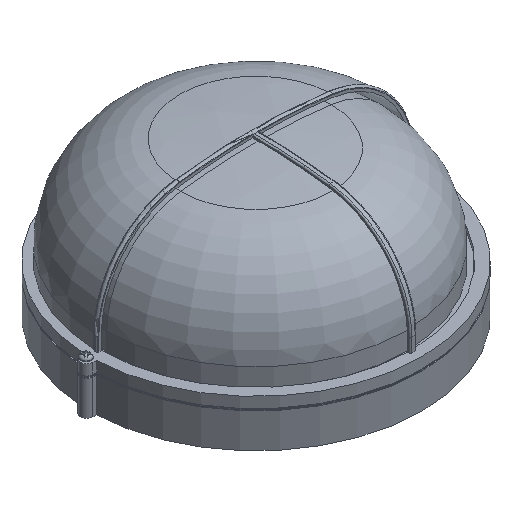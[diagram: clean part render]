
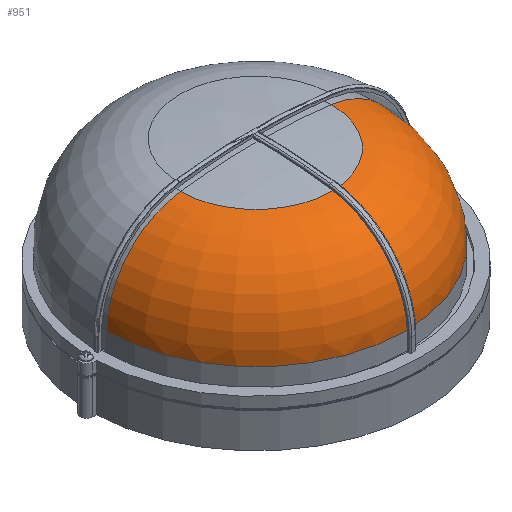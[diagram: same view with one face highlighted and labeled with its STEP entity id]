
A CAD part, isometric view. The second image highlights one B-rep face of the part: STEP entity #951.
In plain terms, the highlighted toroidal (fillet/blend) face has major radius 46.469 mm and minor radius 61.031 mm.
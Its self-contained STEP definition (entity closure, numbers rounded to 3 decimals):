
#50 = CARTESIAN_POINT ( 'NONE',  ( 54.236, 0., 104.535 ) ) ;
#64 = DIRECTION ( 'NONE',  ( 0., 1., 0. ) ) ;
#266 = AXIS2_PLACEMENT_3D ( 'NONE', #2565, #64, #2978 ) ;
#467 = EDGE_LOOP ( 'NONE', ( #1015, #1265, #5166, #3475 ) ) ;
#474 = VERTEX_POINT ( 'NONE', #50 ) ;
#479 = AXIS2_PLACEMENT_3D ( 'NONE', #3433, #965, #3840 ) ;
#624 = CIRCLE ( 'NONE', #2402, 107.5 ) ;
#689 = CIRCLE ( 'NONE', #266, 61.031 ) ;
#706 = DIRECTION ( 'NONE',  ( -1., 0., 0. ) ) ;
#830 = CARTESIAN_POINT ( 'NONE',  ( -54.236, 0., 104.535 ) ) ;
#951 = ADVANCED_FACE ( 'NONE', ( #3195 ), #996, .T. ) ;
#965 = DIRECTION ( 'NONE',  ( 0., 0., -1. ) ) ;
#996 = TOROIDAL_SURFACE ( 'NONE', #2373, 46.469, 61.031 ) ;
#1015 = ORIENTED_EDGE ( 'NONE', *, *, #4916, .F. ) ;
#1265 = ORIENTED_EDGE ( 'NONE', *, *, #3261, .T. ) ;
#1636 = CIRCLE ( 'NONE', #1966, 61.031 ) ;
#1670 = VERTEX_POINT ( 'NONE', #830 ) ;
#1728 = VERTEX_POINT ( 'NONE', #3735 ) ;
#1872 = DIRECTION ( 'NONE',  ( 0., -1., 0. ) ) ;
#1885 = DIRECTION ( 'NONE',  ( 0., 0., -1. ) ) ;
#1921 = EDGE_CURVE ( 'NONE', #1670, #4318, #1636, .T. ) ;
#1966 = AXIS2_PLACEMENT_3D ( 'NONE', #4331, #1872, #4747 ) ;
#2373 = AXIS2_PLACEMENT_3D ( 'NONE', #3182, #4809, #706 ) ;
#2402 = AXIS2_PLACEMENT_3D ( 'NONE', #4346, #1885, #4759 ) ;
#2507 = CARTESIAN_POINT ( 'NONE',  ( -107.5, 0., 44. ) ) ;
#2565 = CARTESIAN_POINT ( 'NONE',  ( 46.469, 0., 44. ) ) ;
#2978 = DIRECTION ( 'NONE',  ( -1., 0., 0. ) ) ;
#3182 = CARTESIAN_POINT ( 'NONE',  ( 0., 0., 44. ) ) ;
#3195 = FACE_OUTER_BOUND ( 'NONE', #467, .T. ) ;
#3261 = EDGE_CURVE ( 'NONE', #474, #1670, #4897, .T. ) ;
#3433 = CARTESIAN_POINT ( 'NONE',  ( 0., 0., 104.535 ) ) ;
#3475 = ORIENTED_EDGE ( 'NONE', *, *, #3997, .F. ) ;
#3735 = CARTESIAN_POINT ( 'NONE',  ( 107.5, 0., 44. ) ) ;
#3840 = DIRECTION ( 'NONE',  ( -1., 0., 0. ) ) ;
#3997 = EDGE_CURVE ( 'NONE', #1728, #4318, #624, .T. ) ;
#4318 = VERTEX_POINT ( 'NONE', #2507 ) ;
#4331 = CARTESIAN_POINT ( 'NONE',  ( -46.469, 0., 44. ) ) ;
#4346 = CARTESIAN_POINT ( 'NONE',  ( 0., 0., 44. ) ) ;
#4747 = DIRECTION ( 'NONE',  ( 0., 0., -1. ) ) ;
#4759 = DIRECTION ( 'NONE',  ( -1., 0., 0. ) ) ;
#4809 = DIRECTION ( 'NONE',  ( 0., 0., -1. ) ) ;
#4897 = CIRCLE ( 'NONE', #479, 54.236 ) ;
#4916 = EDGE_CURVE ( 'NONE', #474, #1728, #689, .T. ) ;
#5166 = ORIENTED_EDGE ( 'NONE', *, *, #1921, .T. ) ;
